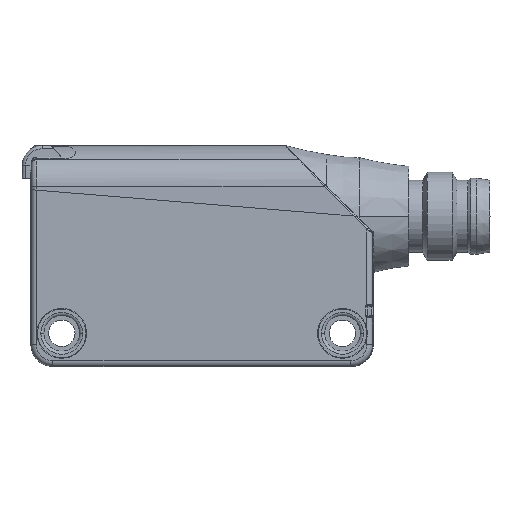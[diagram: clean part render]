
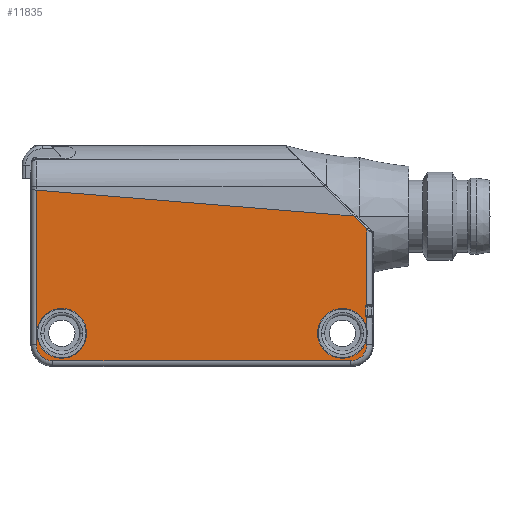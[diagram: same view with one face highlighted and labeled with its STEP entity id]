
A CAD part, left-side view. The second image highlights one B-rep face of the part: STEP entity #11835.
In plain terms, the highlighted planar face has unit normal (-1, 0, 0).
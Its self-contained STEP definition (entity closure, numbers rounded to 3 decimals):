
#2699=DIRECTION('',(0.,0.,-1.));
#2700=VECTOR('',#2699,13.959);
#2701=CARTESIAN_POINT('',(-5.5,32.2,
0.147));
#2702=LINE('',#2701,#2700);
#2707=DIRECTION('',(0.,-0.707,-0.707));
#2708=VECTOR('',#2707,1.65);
#2709=CARTESIAN_POINT('',(-5.5,3.454,-2.2));
#2710=LINE('',#2709,#2708);
#2711=CARTESIAN_POINT('',(-5.5,2.2,-10.412));
#2712=DIRECTION('',(-1.,0.,0.));
#2713=DIRECTION('',(0.,0.437,0.9));
#2714=AXIS2_PLACEMENT_3D('',#2711,#2712,#2713);
#2716=CARTESIAN_POINT('',(-5.5,2.2,-11.212));
#2717=DIRECTION('',(-1.,0.,0.));
#2718=DIRECTION('',(0.,1.,0.));
#2719=AXIS2_PLACEMENT_3D('',#2716,#2717,#2718);
#2721=CARTESIAN_POINT('',(-5.5,4.5,-12.812));
#2722=DIRECTION('',(-1.,0.,0.));
#2723=DIRECTION('',(0.,-0.983,0.181));
#2724=AXIS2_PLACEMENT_3D('',#2721,#2722,#2723);
#2726=CARTESIAN_POINT('',(-5.5,4.5,-12.812));
#2727=DIRECTION('',(-1.,0.,0.));
#2728=DIRECTION('',(0.,0.,1.));
#2729=AXIS2_PLACEMENT_3D('',#2726,#2727,#2728);
#2731=CARTESIAN_POINT('',(-5.5,4.5,-12.812));
#2732=DIRECTION('',(-1.,0.,0.));
#2733=DIRECTION('',(0.,0.,-1.));
#2734=AXIS2_PLACEMENT_3D('',#2731,#2732,#2733);
#2736=CARTESIAN_POINT('',(-5.5,3.787,
-13.812));
#2737=DIRECTION('',(1.,0.,0.));
#2738=DIRECTION('',(0.,-1.,0.));
#2739=AXIS2_PLACEMENT_3D('',#2736,#2737,#2738);
#2741=CARTESIAN_POINT('',(-5.5,30.7,-13.812));
#2742=DIRECTION('',(1.,0.,0.));
#2743=DIRECTION('',(0.,0.,-1.));
#2744=AXIS2_PLACEMENT_3D('',#2741,#2742,#2743);
#2746=CARTESIAN_POINT('',(-5.5,29.9,-12.812));
#2747=DIRECTION('',(-1.,0.,0.));
#2748=DIRECTION('',(0.,0.,1.));
#2749=AXIS2_PLACEMENT_3D('',#2746,#2747,#2748);
#2751=CARTESIAN_POINT('',(-5.5,29.9,-12.812));
#2752=DIRECTION('',(-1.,0.,0.));
#2753=DIRECTION('',(0.,0.,-1.));
#2754=AXIS2_PLACEMENT_3D('',#2751,#2752,#2753);
#2791=DIRECTION('',(0.,0.997,0.081));
#2792=VECTOR('',#2791,28.84);
#2793=CARTESIAN_POINT('',(-5.5,3.454,-2.2));
#2794=LINE('',#2793,#2792);
#2813=CARTESIAN_POINT('',(-5.5,32.199,0.147));
#2814=CARTESIAN_POINT('',(-5.5,32.199,0.147));
#2815=CARTESIAN_POINT('',(-5.5,32.199,
0.147));
#2816=CARTESIAN_POINT('',(-5.5,32.2,
0.147));
#2817=CARTESIAN_POINT('',(-5.5,32.2,
0.147));
#5199=CARTESIAN_POINT('',(-5.5,2.287,
-11.392));
#5215=DIRECTION('',(0.,0.,1.));
#5216=VECTOR('',#5215,0.592);
#5217=CARTESIAN_POINT('',(-5.5,2.287,
-13.812));
#5218=LINE('',#5217,#5216);
#5219=DIRECTION('',(0.,0.,1.));
#5220=VECTOR('',#5219,1.012);
#5221=CARTESIAN_POINT('',(-5.5,2.287,-12.404));
#5222=LINE('',#5221,#5220);
#5257=DIRECTION('',(0.,0.,1.));
#5258=VECTOR('',#5257,0.8);
#5259=CARTESIAN_POINT('',(-5.5,2.4,
-11.212));
#5260=LINE('',#5259,#5258);
#5303=DIRECTION('',(0.,0.,1.));
#5304=VECTOR('',#5303,6.866);
#5305=CARTESIAN_POINT('',(-5.5,2.287,
-10.232));
#5306=LINE('',#5305,#5304);
#5418=DIRECTION('',(0.,-1.,0.));
#5419=VECTOR('',#5418,26.912);
#5420=CARTESIAN_POINT('',(-5.5,30.7,
-15.312));
#5421=LINE('',#5420,#5419);
#7417=VERTEX_POINT('',#5199);
#7418=CARTESIAN_POINT('',(-5.5,2.287,-13.812));
#7419=VERTEX_POINT('',#7418);
#7420=CARTESIAN_POINT('',(-5.5,2.287,-13.221));
#7421=VERTEX_POINT('',#7420);
#7422=CARTESIAN_POINT('',(-5.5,2.287,-12.404));
#7423=VERTEX_POINT('',#7422);
#7429=CARTESIAN_POINT('',(-5.5,2.4,-11.212));
#7430=VERTEX_POINT('',#7429);
#7431=CARTESIAN_POINT('',(-5.5,2.287,-10.232));
#7432=CARTESIAN_POINT('',(-5.5,2.4,-10.412));
#7433=VERTEX_POINT('',#7431);
#7434=VERTEX_POINT('',#7432);
#7435=CARTESIAN_POINT('',(-5.5,4.5,-10.562));
#7436=VERTEX_POINT('',#7435);
#7437=CARTESIAN_POINT('',(-5.5,4.5,-15.062));
#7438=VERTEX_POINT('',#7437);
#7439=CARTESIAN_POINT('',(-5.5,3.788,
-15.312));
#7440=VERTEX_POINT('',#7439);
#7441=CARTESIAN_POINT('',(-5.5,30.7,
-15.312));
#7442=VERTEX_POINT('',#7441);
#7443=CARTESIAN_POINT('',(-5.5,32.2,-13.812));
#7444=VERTEX_POINT('',#7443);
#7445=CARTESIAN_POINT('',(-5.5,2.287,
-3.366));
#7446=VERTEX_POINT('',#7445);
#7447=CARTESIAN_POINT('',(-5.5,29.9,-10.562));
#7448=CARTESIAN_POINT('',(-5.5,29.9,-15.062));
#7449=VERTEX_POINT('',#7447);
#7450=VERTEX_POINT('',#7448);
#7639=CARTESIAN_POINT('',(-5.5,3.454,-2.2));
#7640=CARTESIAN_POINT('',(-5.5,32.199,0.147));
#7641=VERTEX_POINT('',#7639);
#7642=VERTEX_POINT('',#7640);
#7706=VERTEX_POINT('',#2817);
#11791=CARTESIAN_POINT('',(-5.5,17.244,-7.583));
#11792=DIRECTION('',(1.,0.,0.));
#11793=DIRECTION('',(0.,-1.,0.));
#11794=AXIS2_PLACEMENT_3D('',#11791,#11792,#11793);
#11795=PLANE('',#11794);
#11797=ORIENTED_EDGE('',*,*,#11796,.T.);
#11799=ORIENTED_EDGE('',*,*,#11798,.F.);
#11801=ORIENTED_EDGE('',*,*,#11800,.T.);
#11803=ORIENTED_EDGE('',*,*,#11802,.F.);
#11805=ORIENTED_EDGE('',*,*,#11804,.T.);
#11807=ORIENTED_EDGE('',*,*,#11806,.F.);
#11809=ORIENTED_EDGE('',*,*,#11808,.T.);
#11811=ORIENTED_EDGE('',*,*,#11810,.T.);
#11813=ORIENTED_EDGE('',*,*,#11812,.T.);
#11815=ORIENTED_EDGE('',*,*,#11814,.F.);
#11817=ORIENTED_EDGE('',*,*,#11816,.T.);
#11819=ORIENTED_EDGE('',*,*,#11818,.F.);
#11821=ORIENTED_EDGE('',*,*,#11820,.T.);
#11822=ORIENTED_EDGE('',*,*,#11776,.F.);
#11824=ORIENTED_EDGE('',*,*,#11823,.F.);
#11826=ORIENTED_EDGE('',*,*,#11825,.F.);
#11827=EDGE_LOOP('',(#11797,#11799,#11801,#11803,#11805,#11807,#11809,#11811,
#11813,#11815,#11817,#11819,#11821,#11822,#11824,#11826));
#11828=FACE_OUTER_BOUND('',#11827,.F.);
#11830=ORIENTED_EDGE('',*,*,#11829,.T.);
#11832=ORIENTED_EDGE('',*,*,#11831,.T.);
#11833=EDGE_LOOP('',(#11830,#11832));
#11834=FACE_BOUND('',#11833,.F.);
#11835=ADVANCED_FACE('',(#11828,#11834),#11795,.F.);
#2715=CIRCLE('',#2714,0.2);
#2720=CIRCLE('',#2719,0.2);
#2725=CIRCLE('',#2724,2.25);
#2730=CIRCLE('',#2729,2.25);
#2735=CIRCLE('',#2734,2.25);
#2740=CIRCLE('',#2739,1.5);
#2745=CIRCLE('',#2744,1.5);
#2750=CIRCLE('',#2749,2.25);
#2755=CIRCLE('',#2754,2.25);
#2818=B_SPLINE_CURVE_WITH_KNOTS('',3,(#2813,#2814,#2815,#2816,#2817),
.UNSPECIFIED.,.F.,.F.,(4,1,4),(0.,0.5,1.),.UNSPECIFIED.);
#11776=EDGE_CURVE('',#7706,#7444,#2702,.T.);
#11796=EDGE_CURVE('',#7641,#7446,#2710,.T.);
#11798=EDGE_CURVE('',#7433,#7446,#5306,.T.);
#11800=EDGE_CURVE('',#7433,#7434,#2715,.T.);
#11802=EDGE_CURVE('',#7430,#7434,#5260,.T.);
#11804=EDGE_CURVE('',#7430,#7417,#2720,.T.);
#11806=EDGE_CURVE('',#7423,#7417,#5222,.T.);
#11808=EDGE_CURVE('',#7423,#7436,#2725,.T.);
#11810=EDGE_CURVE('',#7436,#7438,#2730,.T.);
#11812=EDGE_CURVE('',#7438,#7421,#2735,.T.);
#11814=EDGE_CURVE('',#7419,#7421,#5218,.T.);
#11816=EDGE_CURVE('',#7419,#7440,#2740,.T.);
#11818=EDGE_CURVE('',#7442,#7440,#5421,.T.);
#11820=EDGE_CURVE('',#7442,#7444,#2745,.T.);
#11823=EDGE_CURVE('',#7642,#7706,#2818,.T.);
#11825=EDGE_CURVE('',#7641,#7642,#2794,.T.);
#11829=EDGE_CURVE('',#7449,#7450,#2750,.T.);
#11831=EDGE_CURVE('',#7450,#7449,#2755,.T.);
